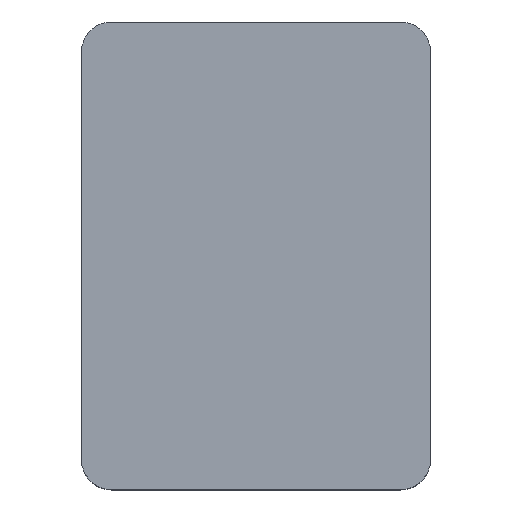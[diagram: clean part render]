
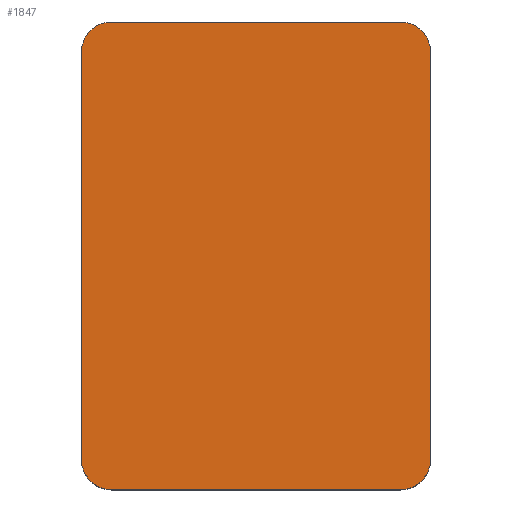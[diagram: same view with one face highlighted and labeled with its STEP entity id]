
A CAD part, top view. The second image highlights one B-rep face of the part: STEP entity #1847.
In plain terms, the highlighted planar face has unit normal (0, 0, 1).
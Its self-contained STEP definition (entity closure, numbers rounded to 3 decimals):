
#75=CIRCLE('',#2013,4.);
#76=CIRCLE('',#2014,4.);
#77=CIRCLE('',#2015,4.);
#78=CIRCLE('',#2016,4.);
#177=FACE_OUTER_BOUND('',#279,.T.);
#279=EDGE_LOOP('',(#1605,#1606,#1607,#1608,#1609,#1610,#1611,#1612));
#499=LINE('',#3034,#719);
#500=LINE('',#3038,#720);
#501=LINE('',#3042,#721);
#502=LINE('',#3046,#722);
#719=VECTOR('',#2477,10.);
#720=VECTOR('',#2480,10.);
#721=VECTOR('',#2483,10.);
#722=VECTOR('',#2486,10.);
#903=VERTEX_POINT('',#3032);
#904=VERTEX_POINT('',#3033);
#905=VERTEX_POINT('',#3035);
#906=VERTEX_POINT('',#3037);
#907=VERTEX_POINT('',#3039);
#908=VERTEX_POINT('',#3041);
#909=VERTEX_POINT('',#3043);
#910=VERTEX_POINT('',#3045);
#1147=EDGE_CURVE('',#903,#904,#499,.T.);
#1148=EDGE_CURVE('',#904,#905,#75,.T.);
#1149=EDGE_CURVE('',#905,#906,#500,.T.);
#1150=EDGE_CURVE('',#906,#907,#76,.T.);
#1151=EDGE_CURVE('',#907,#908,#501,.T.);
#1152=EDGE_CURVE('',#908,#909,#77,.T.);
#1153=EDGE_CURVE('',#909,#910,#502,.T.);
#1154=EDGE_CURVE('',#910,#903,#78,.T.);
#1605=ORIENTED_EDGE('',*,*,#1147,.T.);
#1606=ORIENTED_EDGE('',*,*,#1148,.T.);
#1607=ORIENTED_EDGE('',*,*,#1149,.T.);
#1608=ORIENTED_EDGE('',*,*,#1150,.T.);
#1609=ORIENTED_EDGE('',*,*,#1151,.T.);
#1610=ORIENTED_EDGE('',*,*,#1152,.T.);
#1611=ORIENTED_EDGE('',*,*,#1153,.T.);
#1612=ORIENTED_EDGE('',*,*,#1154,.T.);
#1757=PLANE('',#2012);
#1847=ADVANCED_FACE('',(#177),#1757,.T.);
#2012=AXIS2_PLACEMENT_3D('',#3031,#2475,#2476);
#2013=AXIS2_PLACEMENT_3D('',#3036,#2478,#2479);
#2014=AXIS2_PLACEMENT_3D('',#3040,#2481,#2482);
#2015=AXIS2_PLACEMENT_3D('',#3044,#2484,#2485);
#2016=AXIS2_PLACEMENT_3D('',#3047,#2487,#2488);
#2475=DIRECTION('center_axis',(0.,0.,1.));
#2476=DIRECTION('ref_axis',(-1.,0.,0.));
#2477=DIRECTION('',(0.,1.,0.));
#2478=DIRECTION('center_axis',(0.,0.,1.));
#2479=DIRECTION('ref_axis',(1.,0.,0.));
#2480=DIRECTION('',(-1.,0.,0.));
#2481=DIRECTION('center_axis',(0.,0.,1.));
#2482=DIRECTION('ref_axis',(0.,1.,0.));
#2483=DIRECTION('',(0.,-1.,0.));
#2484=DIRECTION('center_axis',(0.,0.,1.));
#2485=DIRECTION('ref_axis',(-1.,0.,0.));
#2486=DIRECTION('',(1.,0.,0.));
#2487=DIRECTION('center_axis',(0.,0.,1.));
#2488=DIRECTION('ref_axis',(0.,-1.,0.));
#3031=CARTESIAN_POINT('Origin',(23.5,31.5,24.));
#3032=CARTESIAN_POINT('',(47.,4.,24.));
#3033=CARTESIAN_POINT('',(47.,59.,24.));
#3034=CARTESIAN_POINT('',(47.,4.,24.));
#3035=CARTESIAN_POINT('',(43.,63.,24.));
#3036=CARTESIAN_POINT('Origin',(43.,59.,24.));
#3037=CARTESIAN_POINT('',(4.,63.,24.));
#3038=CARTESIAN_POINT('',(43.,63.,24.));
#3039=CARTESIAN_POINT('',(0.,59.,24.));
#3040=CARTESIAN_POINT('Origin',(4.,59.,24.));
#3041=CARTESIAN_POINT('',(0.,4.,24.));
#3042=CARTESIAN_POINT('',(0.,59.,24.));
#3043=CARTESIAN_POINT('',(4.,0.,24.));
#3044=CARTESIAN_POINT('Origin',(4.,4.,24.));
#3045=CARTESIAN_POINT('',(43.,0.,24.));
#3046=CARTESIAN_POINT('',(4.,0.,24.));
#3047=CARTESIAN_POINT('Origin',(43.,4.,24.));
